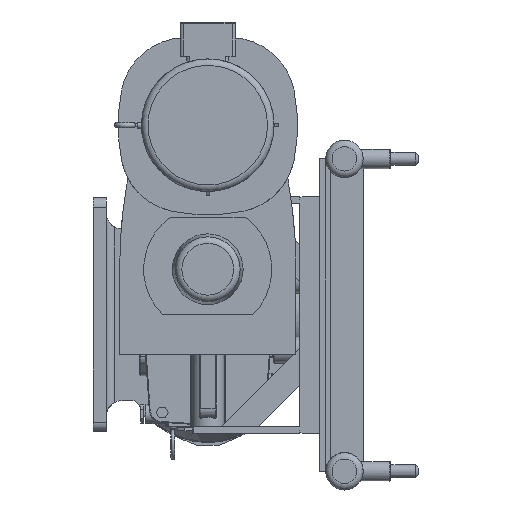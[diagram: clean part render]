
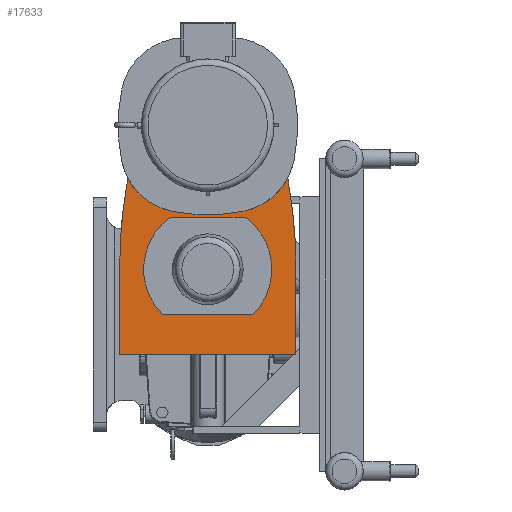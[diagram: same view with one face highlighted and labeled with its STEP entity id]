
A CAD part, left-side view. The second image highlights one B-rep face of the part: STEP entity #17633.
In plain terms, the highlighted planar face has unit normal (-1, 0, 0).
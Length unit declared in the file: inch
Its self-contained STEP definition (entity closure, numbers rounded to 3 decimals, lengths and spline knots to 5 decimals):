
#629=CIRCLE('',#18694,39.37);
#636=CIRCLE('',#18703,39.37);
#649=CIRCLE('',#18726,4.9215);
#651=CIRCLE('',#18730,4.9215);
#675=CIRCLE('',#18808,5.);
#677=CIRCLE('',#18811,13.78);
#679=CIRCLE('',#18814,5.);
#1411=FACE_BOUND('',#3394,.T.);
#1686=PLANE('',#18841);
#2331=FACE_OUTER_BOUND('',#3393,.T.);
#3393=EDGE_LOOP('',(#13468,#13469,#13470,#13471,#13472,#13473,#13474,#13475));
#3394=EDGE_LOOP('',(#13476,#13477,#13478,#13479));
#4620=LINE('',#27608,#6077);
#4624=LINE('',#27619,#6081);
#4754=LINE('',#28010,#6211);
#4756=LINE('',#28015,#6213);
#4759=LINE('',#28019,#6216);
#6077=VECTOR('',#21334,0.3937);
#6081=VECTOR('',#21346,0.3937);
#6211=VECTOR('',#21688,0.3937);
#6213=VECTOR('',#21692,0.3937);
#6216=VECTOR('',#21697,0.3937);
#7792=VERTEX_POINT('',#27425);
#7793=VERTEX_POINT('',#27427);
#7805=VERTEX_POINT('',#27498);
#7806=VERTEX_POINT('',#27500);
#7820=VERTEX_POINT('',#27598);
#7821=VERTEX_POINT('',#27599);
#7824=VERTEX_POINT('',#27607);
#7826=VERTEX_POINT('',#27613);
#7926=VERTEX_POINT('',#27931);
#7928=VERTEX_POINT('',#27938);
#7940=VERTEX_POINT('',#28008);
#7942=VERTEX_POINT('',#28014);
#9739=EDGE_CURVE('',#7793,#7792,#629,.T.);
#9753=EDGE_CURVE('',#7806,#7805,#636,.T.);
#9776=EDGE_CURVE('',#7820,#7821,#649,.T.);
#9780=EDGE_CURVE('',#7821,#7824,#4620,.T.);
#9783=EDGE_CURVE('',#7824,#7826,#651,.T.);
#9786=EDGE_CURVE('',#7826,#7820,#4624,.T.);
#9932=EDGE_CURVE('',#7926,#7805,#675,.F.);
#9936=EDGE_CURVE('',#7926,#7928,#677,.T.);
#9939=EDGE_CURVE('',#7928,#7793,#679,.T.);
#9963=EDGE_CURVE('',#7792,#7940,#4754,.T.);
#9965=EDGE_CURVE('',#7942,#7806,#4756,.T.);
#9968=EDGE_CURVE('',#7940,#7942,#4759,.T.);
#13468=ORIENTED_EDGE('',*,*,#9739,.T.);
#13469=ORIENTED_EDGE('',*,*,#9963,.T.);
#13470=ORIENTED_EDGE('',*,*,#9968,.T.);
#13471=ORIENTED_EDGE('',*,*,#9965,.T.);
#13472=ORIENTED_EDGE('',*,*,#9753,.T.);
#13473=ORIENTED_EDGE('',*,*,#9932,.F.);
#13474=ORIENTED_EDGE('',*,*,#9936,.T.);
#13475=ORIENTED_EDGE('',*,*,#9939,.T.);
#13476=ORIENTED_EDGE('',*,*,#9776,.T.);
#13477=ORIENTED_EDGE('',*,*,#9780,.T.);
#13478=ORIENTED_EDGE('',*,*,#9783,.T.);
#13479=ORIENTED_EDGE('',*,*,#9786,.T.);
#17633=ADVANCED_FACE('',(#2331,#1411),#1686,.F.);
#18694=AXIS2_PLACEMENT_3D('',#27428,#21252,#21253);
#18703=AXIS2_PLACEMENT_3D('',#27501,#21273,#21274);
#18726=AXIS2_PLACEMENT_3D('',#27600,#21326,#21327);
#18730=AXIS2_PLACEMENT_3D('',#27614,#21339,#21340);
#18808=AXIS2_PLACEMENT_3D('',#27933,#21612,#21613);
#18811=AXIS2_PLACEMENT_3D('',#27940,#21620,#21621);
#18814=AXIS2_PLACEMENT_3D('',#27945,#21627,#21628);
#18841=AXIS2_PLACEMENT_3D('',#28020,#21698,#21699);
#21252=DIRECTION('center_axis',(-1.,0.,0.));
#21253=DIRECTION('ref_axis',(0.,-1.,0.));
#21273=DIRECTION('center_axis',(-1.,0.,0.));
#21274=DIRECTION('ref_axis',(0.,0.923,-0.386));
#21326=DIRECTION('center_axis',(1.,0.,0.));
#21327=DIRECTION('ref_axis',(0.,0.703,0.711));
#21334=DIRECTION('',(0.,1.,0.));
#21339=DIRECTION('center_axis',(1.,0.,0.));
#21340=DIRECTION('ref_axis',(0.,-0.583,-0.813));
#21346=DIRECTION('',(0.,-1.,0.));
#21612=DIRECTION('center_axis',(1.,0.,0.));
#21613=DIRECTION('ref_axis',(0.,-0.707,-0.707));
#21620=DIRECTION('center_axis',(1.,0.,0.));
#21621=DIRECTION('ref_axis',(0.,0.411,0.911));
#21627=DIRECTION('center_axis',(1.,0.,0.));
#21628=DIRECTION('ref_axis',(0.,0.707,-0.707));
#21688=DIRECTION('',(0.,0.,-1.));
#21692=DIRECTION('',(0.,0.,1.));
#21697=DIRECTION('',(0.,-1.,0.));
#21698=DIRECTION('center_axis',(1.,0.,0.));
#21699=DIRECTION('ref_axis',(0.,1.,0.));
#27425=CARTESIAN_POINT('',(-33.126,6.7715,3.5));
#27427=CARTESIAN_POINT('',(-33.126,6.14234,10.51029));
#27428=CARTESIAN_POINT('Origin',(-33.126,-32.5985,3.5));
#27498=CARTESIAN_POINT('',(-33.126,-6.14234,10.51029));
#27500=CARTESIAN_POINT('',(-33.126,-6.7715,3.5));
#27501=CARTESIAN_POINT('Origin',(-33.126,32.5985,3.5));
#27598=CARTESIAN_POINT('',(-33.126,-2.86726,7.5));
#27599=CARTESIAN_POINT('',(-33.126,-3.45994,0.));
#27600=CARTESIAN_POINT('Origin',(-33.126,0.,3.5));
#27607=CARTESIAN_POINT('',(-33.126,3.45994,0.));
#27608=CARTESIAN_POINT('',(-33.126,1.72997,0.));
#27613=CARTESIAN_POINT('',(-33.126,2.86726,7.5));
#27614=CARTESIAN_POINT('Origin',(-33.126,0.,3.5));
#27619=CARTESIAN_POINT('',(-33.126,-1.43363,7.5));
#27931=CARTESIAN_POINT('',(-33.126,-2.69934,7.93997));
#27933=CARTESIAN_POINT('Origin',(-33.126,-1.7199,12.8431));
#27938=CARTESIAN_POINT('',(-33.126,2.69934,7.93997));
#27940=CARTESIAN_POINT('Origin',(-33.126,0.,21.453));
#27945=CARTESIAN_POINT('Origin',(-33.126,1.7199,12.8431));
#28008=CARTESIAN_POINT('',(-33.126,6.7715,-3.075));
#28010=CARTESIAN_POINT('',(-33.126,6.7715,3.5));
#28014=CARTESIAN_POINT('',(-33.126,-6.7715,-3.075));
#28015=CARTESIAN_POINT('',(-33.126,-6.7715,-3.075));
#28019=CARTESIAN_POINT('',(-33.126,6.7715,-3.075));
#28020=CARTESIAN_POINT('Origin',(-33.126,0.,5.92161));
